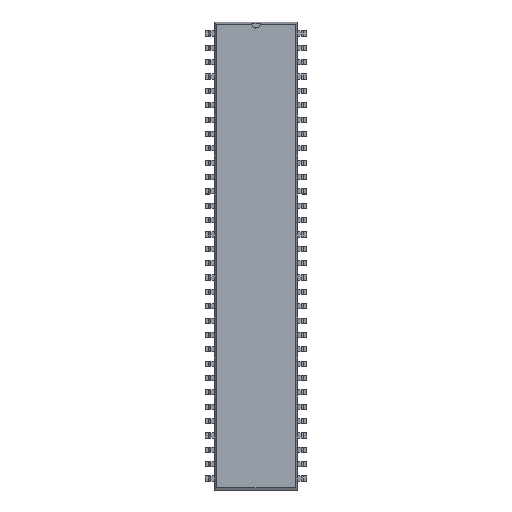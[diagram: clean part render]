
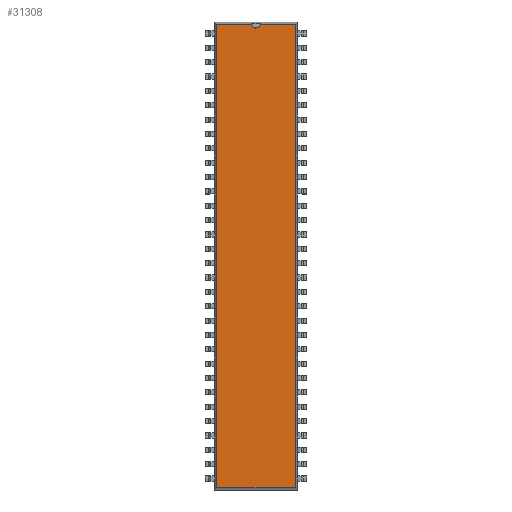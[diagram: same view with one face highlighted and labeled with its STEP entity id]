
A CAD part, top view. The second image highlights one B-rep face of the part: STEP entity #31308.
In plain terms, the highlighted planar face has unit normal (0, 0, 1).
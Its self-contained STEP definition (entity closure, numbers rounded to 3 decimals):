
#20403 = VERTEX_POINT('',#20404);
#20404 = CARTESIAN_POINT('',(6.982,41.003,3.68));
#20409 = EDGE_CURVE('',#20410,#20403,#20412,.T.);
#20410 = VERTEX_POINT('',#20411);
#20411 = CARTESIAN_POINT('',(6.982,-41.003,3.68));
#20412 = LINE('',#20413,#20414);
#20413 = CARTESIAN_POINT('',(6.982,-41.003,3.68));
#20414 = VECTOR('',#20415,1.);
#20415 = DIRECTION('',(0.,1.,0.));
#25713 = VERTEX_POINT('',#25714);
#25714 = CARTESIAN_POINT('',(-6.982,41.003,3.68));
#25719 = EDGE_CURVE('',#25720,#25713,#25722,.T.);
#25720 = VERTEX_POINT('',#25721);
#25721 = CARTESIAN_POINT('',(-0.746,41.003,3.68));
#25722 = LINE('',#25723,#25724);
#25723 = CARTESIAN_POINT('',(6.982,41.003,3.68));
#25724 = VECTOR('',#25725,1.);
#25725 = DIRECTION('',(-1.,0.,0.));
#25745 = VERTEX_POINT('',#25746);
#25746 = CARTESIAN_POINT('',(0.746,41.003,3.68));
#25754 = EDGE_CURVE('',#20403,#25745,#25755,.T.);
#25755 = LINE('',#25756,#25757);
#25756 = CARTESIAN_POINT('',(6.982,41.003,3.68));
#25757 = VECTOR('',#25758,1.);
#25758 = DIRECTION('',(-1.,0.,0.));
#25994 = VERTEX_POINT('',#25995);
#25995 = CARTESIAN_POINT('',(-6.982,-41.003,3.68));
#26000 = EDGE_CURVE('',#25713,#25994,#26001,.T.);
#26001 = LINE('',#26002,#26003);
#26002 = CARTESIAN_POINT('',(-6.982,41.003,3.68));
#26003 = VECTOR('',#26004,1.);
#26004 = DIRECTION('',(0.,-1.,0.));
#31297 = EDGE_CURVE('',#25994,#20410,#31298,.T.);
#31298 = LINE('',#31299,#31300);
#31299 = CARTESIAN_POINT('',(-6.982,-41.003,3.68));
#31300 = VECTOR('',#31301,1.);
#31301 = DIRECTION('',(1.,0.,0.));
#31308 = ADVANCED_FACE('',(#31309),#31332,.F.);
#31309 = FACE_BOUND('',#31310,.F.);
#31310 = EDGE_LOOP('',(#31311,#31312,#31313,#31314,#31315,#31324,#31331)
);
#31311 = ORIENTED_EDGE('',*,*,#20409,.F.);
#31312 = ORIENTED_EDGE('',*,*,#31297,.F.);
#31313 = ORIENTED_EDGE('',*,*,#26000,.F.);
#31314 = ORIENTED_EDGE('',*,*,#25719,.F.);
#31315 = ORIENTED_EDGE('',*,*,#31316,.F.);
#31316 = EDGE_CURVE('',#31317,#25720,#31319,.T.);
#31317 = VERTEX_POINT('',#31318);
#31318 = CARTESIAN_POINT('',(0.,40.328,3.68));
#31319 = CIRCLE('',#31320,0.75);
#31320 = AXIS2_PLACEMENT_3D('',#31321,#31322,#31323);
#31321 = CARTESIAN_POINT('',(0.,41.078,3.68));
#31322 = DIRECTION('',(0.,0.,-1.));
#31323 = DIRECTION('',(0.,-1.,0.));
#31324 = ORIENTED_EDGE('',*,*,#31325,.F.);
#31325 = EDGE_CURVE('',#25745,#31317,#31326,.T.);
#31326 = CIRCLE('',#31327,0.75);
#31327 = AXIS2_PLACEMENT_3D('',#31328,#31329,#31330);
#31328 = CARTESIAN_POINT('',(0.,41.078,3.68));
#31329 = DIRECTION('',(0.,0.,-1.));
#31330 = DIRECTION('',(0.,-1.,0.));
#31331 = ORIENTED_EDGE('',*,*,#25754,.F.);
#31332 = PLANE('',#31333);
#31333 = AXIS2_PLACEMENT_3D('',#31334,#31335,#31336);
#31334 = CARTESIAN_POINT('',(6.982,-41.003,3.68));
#31335 = DIRECTION('',(0.,0.,-1.));
#31336 = DIRECTION('',(-0.168,0.986,0.));
